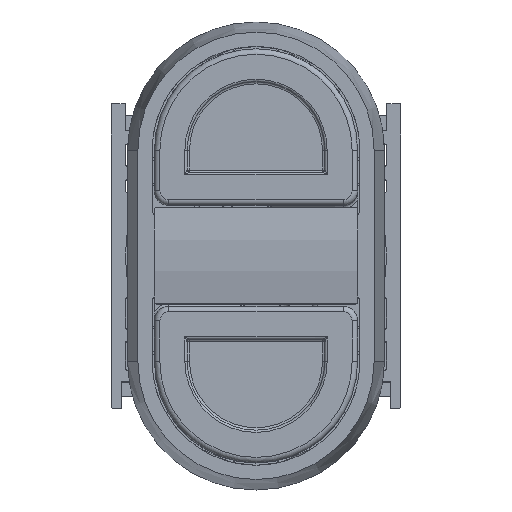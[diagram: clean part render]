
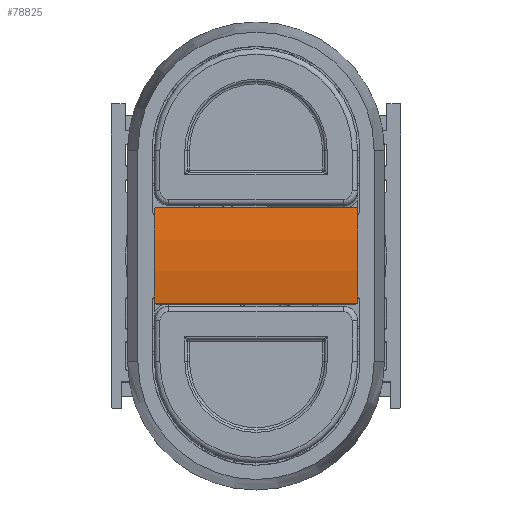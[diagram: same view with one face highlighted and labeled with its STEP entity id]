
A CAD part, top view. The second image highlights one B-rep face of the part: STEP entity #78825.
In plain terms, the highlighted cylindrical face has radius 27.812 mm (diameter 55.625 mm), a partial arc.
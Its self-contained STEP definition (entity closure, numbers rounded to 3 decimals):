
#4358=FACE_OUTER_BOUND('',#8623,.T.);
#8623=EDGE_LOOP('',(#53159,#53160,#53161,#53162,#53163,#53164,#53165,#53166));
#13195=CIRCLE('',#83507,27.813);
#13205=CIRCLE('',#83526,27.813);
#15208=B_SPLINE_CURVE_WITH_KNOTS('',3,(#114657,#114658,#114659,#114660,
#114661,#114662,#114663,#114664,#114665,#114666),.UNSPECIFIED.,.F.,.F.,
(4,2,2,2,4),(0.,0.008,0.015,0.023,
0.03),.UNSPECIFIED.);
#15209=B_SPLINE_CURVE_WITH_KNOTS('',3,(#114671,#114672,#114673,#114674,
#114675,#114676,#114677,#114678,#114679,#114680),.UNSPECIFIED.,.F.,.F.,
(4,2,2,2,4),(-0.03,-0.023,-0.015,
-0.008,0.),.UNSPECIFIED.);
#15210=B_SPLINE_CURVE_WITH_KNOTS('',3,(#114682,#114683,#114684,#114685,
#114686,#114687,#114688,#114689,#114690,#114691),.UNSPECIFIED.,.F.,.F.,
(4,2,2,2,4),(-0.122,-0.114,-0.107,-0.099,
-0.091),.UNSPECIFIED.);
#15211=B_SPLINE_CURVE_WITH_KNOTS('',3,(#114694,#114695,#114696,#114697,
#114698,#114699,#114700,#114701,#114702,#114703),.UNSPECIFIED.,.F.,.F.,
(4,2,2,2,4),(-0.091,-0.084,-0.076,
-0.068,-0.061),.UNSPECIFIED.);
#17019=LINE('',#114670,#24820);
#17020=LINE('',#114693,#24821);
#24820=VECTOR('',#91429,10.);
#24821=VECTOR('',#91430,10.);
#32796=VERTEX_POINT('',#114457);
#32797=VERTEX_POINT('',#114459);
#32817=VERTEX_POINT('',#114520);
#32818=VERTEX_POINT('',#114522);
#32852=VERTEX_POINT('',#114656);
#32853=VERTEX_POINT('',#114669);
#32854=VERTEX_POINT('',#114681);
#32855=VERTEX_POINT('',#114692);
#40565=EDGE_CURVE('',#32796,#32797,#13195,.T.);
#40598=EDGE_CURVE('',#32818,#32817,#13205,.T.);
#40667=EDGE_CURVE('',#32852,#32817,#15208,.T.);
#40669=EDGE_CURVE('',#32852,#32853,#17019,.T.);
#40670=EDGE_CURVE('',#32797,#32853,#15209,.T.);
#40671=EDGE_CURVE('',#32854,#32796,#15210,.T.);
#40672=EDGE_CURVE('',#32855,#32854,#17020,.T.);
#40673=EDGE_CURVE('',#32818,#32855,#15211,.T.);
#53159=ORIENTED_EDGE('',*,*,#40667,.F.);
#53160=ORIENTED_EDGE('',*,*,#40669,.T.);
#53161=ORIENTED_EDGE('',*,*,#40670,.F.);
#53162=ORIENTED_EDGE('',*,*,#40565,.F.);
#53163=ORIENTED_EDGE('',*,*,#40671,.F.);
#53164=ORIENTED_EDGE('',*,*,#40672,.F.);
#53165=ORIENTED_EDGE('',*,*,#40673,.F.);
#53166=ORIENTED_EDGE('',*,*,#40598,.T.);
#73893=CYLINDRICAL_SURFACE('',#83570,27.813);
#78825=ADVANCED_FACE('',(#4358),#73893,.T.);
#83507=AXIS2_PLACEMENT_3D('',#114460,#91221,#91222);
#83526=AXIS2_PLACEMENT_3D('',#114523,#91282,#91283);
#83570=AXIS2_PLACEMENT_3D('',#114668,#91427,#91428);
#91221=DIRECTION('center_axis',(1.,0.,0.));
#91222=DIRECTION('ref_axis',(0.,0.189,0.982));
#91282=DIRECTION('center_axis',(1.,0.,0.));
#91283=DIRECTION('ref_axis',(0.,0.189,0.982));
#91427=DIRECTION('center_axis',(1.,0.,0.));
#91428=DIRECTION('ref_axis',(0.,0.189,0.982));
#91429=DIRECTION('',(1.,0.,0.));
#91430=DIRECTION('',(1.,0.,0.));
#114457=CARTESIAN_POINT('',(11.075,5.05,12.758));
#114459=CARTESIAN_POINT('',(11.075,-5.05,12.758));
#114460=CARTESIAN_POINT('Origin',(11.075,0.,-14.593));
#114520=CARTESIAN_POINT('',(-11.075,-5.05,12.758));
#114522=CARTESIAN_POINT('',(-11.075,5.05,12.758));
#114523=CARTESIAN_POINT('Origin',(-11.075,0.,-14.593));
#114656=CARTESIAN_POINT('',(-10.875,-5.25,12.72));
#114657=CARTESIAN_POINT('Ctrl Pts',(-10.875,-5.25,12.72));
#114658=CARTESIAN_POINT('Ctrl Pts',(-10.9,-5.25,12.72));
#114659=CARTESIAN_POINT('Ctrl Pts',(-10.927,-5.245,
12.721));
#114660=CARTESIAN_POINT('Ctrl Pts',(-10.976,-5.225,
12.725));
#114661=CARTESIAN_POINT('Ctrl Pts',(-10.998,-5.209,
12.728));
#114662=CARTESIAN_POINT('Ctrl Pts',(-11.034,-5.174,
12.734));
#114663=CARTESIAN_POINT('Ctrl Pts',(-11.049,-5.151,
12.739));
#114664=CARTESIAN_POINT('Ctrl Pts',(-11.07,-5.102,
12.748));
#114665=CARTESIAN_POINT('Ctrl Pts',(-11.075,-5.075,12.753));
#114666=CARTESIAN_POINT('Ctrl Pts',(-11.075,-5.05,12.758));
#114668=CARTESIAN_POINT('Origin',(-11.075,0.,-14.593));
#114669=CARTESIAN_POINT('',(10.875,-5.25,12.72));
#114670=CARTESIAN_POINT('',(-11.075,-5.25,12.72));
#114671=CARTESIAN_POINT('Ctrl Pts',(11.075,-5.05,12.758));
#114672=CARTESIAN_POINT('Ctrl Pts',(11.075,-5.075,12.753));
#114673=CARTESIAN_POINT('Ctrl Pts',(11.07,-5.102,
12.748));
#114674=CARTESIAN_POINT('Ctrl Pts',(11.049,-5.151,
12.739));
#114675=CARTESIAN_POINT('Ctrl Pts',(11.034,-5.174,
12.734));
#114676=CARTESIAN_POINT('Ctrl Pts',(10.998,-5.209,
12.728));
#114677=CARTESIAN_POINT('Ctrl Pts',(10.976,-5.225,12.725));
#114678=CARTESIAN_POINT('Ctrl Pts',(10.927,-5.245,
12.721));
#114679=CARTESIAN_POINT('Ctrl Pts',(10.9,-5.25,12.72));
#114680=CARTESIAN_POINT('Ctrl Pts',(10.875,-5.25,12.72));
#114681=CARTESIAN_POINT('',(10.875,5.25,12.72));
#114682=CARTESIAN_POINT('Ctrl Pts',(10.875,5.25,12.72));
#114683=CARTESIAN_POINT('Ctrl Pts',(10.9,5.25,12.72));
#114684=CARTESIAN_POINT('Ctrl Pts',(10.927,5.245,12.721));
#114685=CARTESIAN_POINT('Ctrl Pts',(10.976,5.225,12.725));
#114686=CARTESIAN_POINT('Ctrl Pts',(10.998,5.209,12.728));
#114687=CARTESIAN_POINT('Ctrl Pts',(11.034,5.174,12.734));
#114688=CARTESIAN_POINT('Ctrl Pts',(11.049,5.151,12.739));
#114689=CARTESIAN_POINT('Ctrl Pts',(11.07,5.102,12.748));
#114690=CARTESIAN_POINT('Ctrl Pts',(11.075,5.075,12.753));
#114691=CARTESIAN_POINT('Ctrl Pts',(11.075,5.05,12.758));
#114692=CARTESIAN_POINT('',(-10.875,5.25,12.72));
#114693=CARTESIAN_POINT('',(-11.075,5.25,12.72));
#114694=CARTESIAN_POINT('Ctrl Pts',(-11.075,5.05,12.758));
#114695=CARTESIAN_POINT('Ctrl Pts',(-11.075,5.075,12.753));
#114696=CARTESIAN_POINT('Ctrl Pts',(-11.07,5.102,
12.748));
#114697=CARTESIAN_POINT('Ctrl Pts',(-11.049,5.151,
12.739));
#114698=CARTESIAN_POINT('Ctrl Pts',(-11.034,5.174,
12.734));
#114699=CARTESIAN_POINT('Ctrl Pts',(-10.998,5.209,12.728));
#114700=CARTESIAN_POINT('Ctrl Pts',(-10.976,5.225,12.725));
#114701=CARTESIAN_POINT('Ctrl Pts',(-10.927,5.245,
12.721));
#114702=CARTESIAN_POINT('Ctrl Pts',(-10.9,5.25,12.72));
#114703=CARTESIAN_POINT('Ctrl Pts',(-10.875,5.25,12.72));
